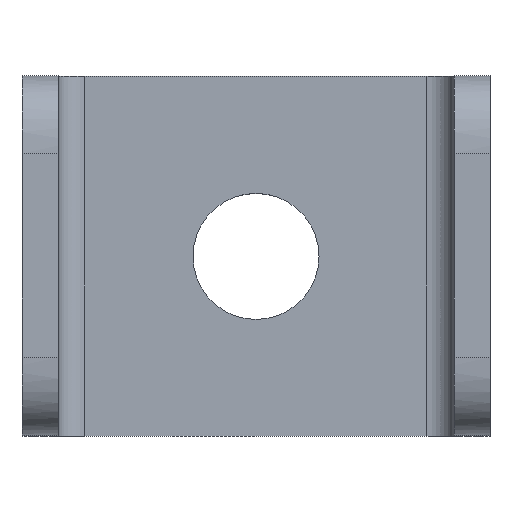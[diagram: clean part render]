
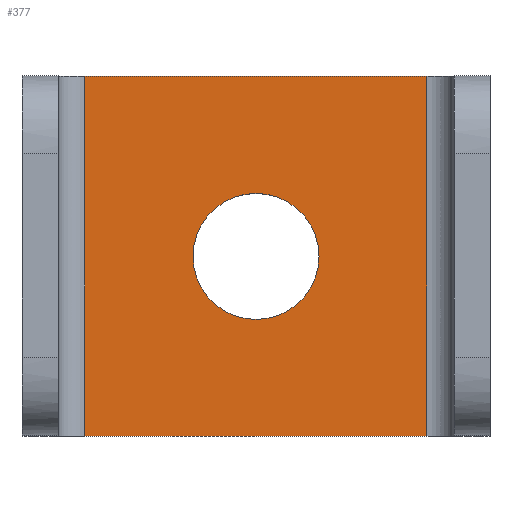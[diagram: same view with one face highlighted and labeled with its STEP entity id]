
A CAD part, top view. The second image highlights one B-rep face of the part: STEP entity #377.
In plain terms, the highlighted planar face has unit normal (0, 0, 1).
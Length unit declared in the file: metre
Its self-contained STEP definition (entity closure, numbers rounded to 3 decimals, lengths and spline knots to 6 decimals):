
#51=LINE('',#593,#75);
#52=LINE('',#599,#76);
#53=LINE('',#601,#77);
#54=LINE('',#603,#78);
#75=VECTOR('',#474,1.);
#76=VECTOR('',#481,1.);
#77=VECTOR('',#482,1.);
#78=VECTOR('',#483,1.);
#118=ORIENTED_EDGE('',*,*,#221,.T.);
#119=ORIENTED_EDGE('',*,*,#222,.T.);
#120=ORIENTED_EDGE('',*,*,#223,.F.);
#121=ORIENTED_EDGE('',*,*,#224,.F.);
#122=ORIENTED_EDGE('',*,*,#219,.T.);
#219=EDGE_CURVE('',#269,#268,#51,.T.);
#221=EDGE_CURVE('',#270,#270,#294,.T.);
#222=EDGE_CURVE('',#268,#271,#52,.T.);
#223=EDGE_CURVE('',#272,#271,#53,.T.);
#224=EDGE_CURVE('',#269,#272,#54,.T.);
#268=VERTEX_POINT('',#592);
#269=VERTEX_POINT('',#594);
#270=VERTEX_POINT('',#598);
#271=VERTEX_POINT('',#600);
#272=VERTEX_POINT('',#602);
#294=CIRCLE('',#419,0.007);
#310=EDGE_LOOP('',(#118));
#311=EDGE_LOOP('',(#119,#120,#121,#122));
#340=FACE_BOUND('',#310,.T.);
#341=FACE_BOUND('',#311,.T.);
#365=PLANE('',#418);
#377=ADVANCED_FACE('',(#340,#341),#365,.F.);
#418=AXIS2_PLACEMENT_3D('',#596,#477,#478);
#419=AXIS2_PLACEMENT_3D('',#597,#479,#480);
#474=DIRECTION('',(0.,-1.,0.));
#477=DIRECTION('',(0.,0.,-1.));
#478=DIRECTION('',(0.,1.,0.));
#479=DIRECTION('',(0.,0.,-1.));
#480=DIRECTION('',(0.,1.,0.));
#481=DIRECTION('',(1.,0.,0.));
#482=DIRECTION('',(0.,-1.,0.));
#483=DIRECTION('',(1.,0.,0.));
#592=CARTESIAN_POINT('',(-0.019,0.,-0.016));
#593=CARTESIAN_POINT('',(-0.019,0.04,-0.016));
#594=CARTESIAN_POINT('',(-0.019,0.04,-0.016));
#596=CARTESIAN_POINT('',(0.,0.04,-0.016));
#597=CARTESIAN_POINT('',(0.,0.02,-0.016));
#598=CARTESIAN_POINT('',(0.,0.027,-0.016));
#599=CARTESIAN_POINT('',(0.,0.,-0.016));
#600=CARTESIAN_POINT('',(0.019,0.,-0.016));
#601=CARTESIAN_POINT('',(0.019,0.04,-0.016));
#602=CARTESIAN_POINT('',(0.019,0.04,-0.016));
#603=CARTESIAN_POINT('',(0.,0.04,-0.016));
